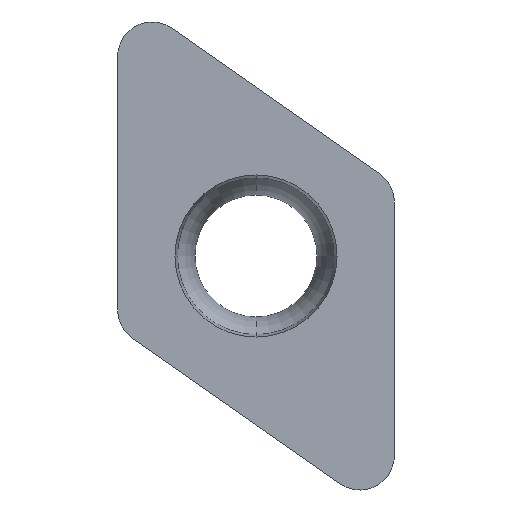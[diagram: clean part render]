
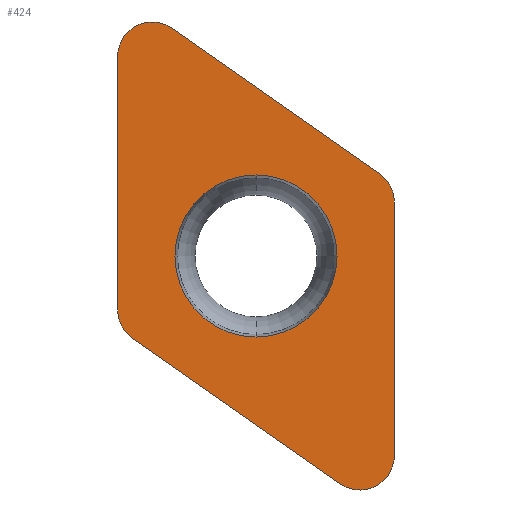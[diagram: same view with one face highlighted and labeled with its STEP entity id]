
A CAD part, left-side view. The second image highlights one B-rep face of the part: STEP entity #424.
In plain terms, the highlighted planar face has unit normal (-1, 0, 0).
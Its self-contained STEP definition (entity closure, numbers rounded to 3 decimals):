
#50=CARTESIAN_POINT('',(0.,1.249,0.875));
#51=CARTESIAN_POINT('',(0.,1.145,0.802));
#52=CARTESIAN_POINT('',(0.,0.982,0.742));
#53=CARTESIAN_POINT('',(0.,0.701,0.71));
#54=CARTESIAN_POINT('',(0.,0.413,0.793));
#55=CARTESIAN_POINT('',(0.,0.18,0.981));
#56=CARTESIAN_POINT('',(0.,0.045,1.23));
#57=CARTESIAN_POINT('',(0.,0.,1.398));
#58=CARTESIAN_POINT('',(0.,0.,1.525));
#64=DIRECTION('',(0.,0.819,0.574));
#65=VECTOR('',#64,5.813);
#66=CARTESIAN_POINT('',(0.,1.249,0.875));
#67=LINE('',#66,#65);
#71=CARTESIAN_POINT('',(0.,6.35,4.86));
#72=CARTESIAN_POINT('',(0.,6.35,4.722));
#73=CARTESIAN_POINT('',(0.,6.284,4.481));
#74=CARTESIAN_POINT('',(0.,6.124,4.288));
#75=CARTESIAN_POINT('',(0.,6.011,4.209));
#80=DIRECTION('',(0.,0.,1.));
#81=VECTOR('',#80,5.813);
#82=CARTESIAN_POINT('',(0.,6.35,4.86));
#83=LINE('',#82,#81);
#87=CARTESIAN_POINT('',(0.,5.101,11.323));
#88=CARTESIAN_POINT('',(0.,5.205,11.396));
#89=CARTESIAN_POINT('',(0.,5.368,11.456));
#90=CARTESIAN_POINT('',(0.,5.649,11.488));
#91=CARTESIAN_POINT('',(0.,5.937,11.405));
#92=CARTESIAN_POINT('',(0.,6.17,11.217));
#93=CARTESIAN_POINT('',(0.,6.305,10.969));
#94=CARTESIAN_POINT('',(0.,6.35,10.8));
#95=CARTESIAN_POINT('',(0.,6.35,10.673));
#100=DIRECTION('',(0.,-0.819,-0.574));
#101=VECTOR('',#100,5.813);
#102=CARTESIAN_POINT('',(0.,5.101,11.323));
#103=LINE('',#102,#101);
#107=CARTESIAN_POINT('',(0.,0.,7.339));
#108=CARTESIAN_POINT('',(0.,0.,7.476));
#109=CARTESIAN_POINT('',(0.,0.066,7.717));
#110=CARTESIAN_POINT('',(0.,0.226,7.91));
#111=CARTESIAN_POINT('',(0.,0.339,7.989));
#116=DIRECTION('',(0.,0.,-1.));
#117=VECTOR('',#116,5.813);
#118=CARTESIAN_POINT('',(0.,0.,7.339));
#119=LINE('',#118,#117);
#123=CARTESIAN_POINT('',(0.,3.175,6.099));
#124=DIRECTION('',(1.,0.,0.));
#125=DIRECTION('',(0.,0.,-1.));
#126=AXIS2_PLACEMENT_3D('',#123,#124,#125);
#131=CARTESIAN_POINT('',(0.,3.175,6.099));
#132=DIRECTION('',(1.,0.,0.));
#133=DIRECTION('',(0.,0.,1.));
#134=AXIS2_PLACEMENT_3D('',#131,#132,#133);
#367=CARTESIAN_POINT('',(0.,3.175,4.239));
#368=CARTESIAN_POINT('',(0.,3.175,7.959));
#369=VERTEX_POINT('',#367);
#370=VERTEX_POINT('',#368);
#375=VERTEX_POINT('',#50);
#376=VERTEX_POINT('',#58);
#380=VERTEX_POINT('',#107);
#381=VERTEX_POINT('',#111);
#385=VERTEX_POINT('',#87);
#386=VERTEX_POINT('',#95);
#390=VERTEX_POINT('',#71);
#391=VERTEX_POINT('',#75);
#395=CARTESIAN_POINT('',(0.,0.,0.));
#396=DIRECTION('',(-1.,0.,0.));
#397=DIRECTION('',(0.,0.,1.));
#398=AXIS2_PLACEMENT_3D('',#395,#396,#397);
#399=PLANE('',#398);
#401=ORIENTED_EDGE('',*,*,#400,.F.);
#403=ORIENTED_EDGE('',*,*,#402,.T.);
#405=ORIENTED_EDGE('',*,*,#404,.F.);
#407=ORIENTED_EDGE('',*,*,#406,.T.);
#409=ORIENTED_EDGE('',*,*,#408,.F.);
#411=ORIENTED_EDGE('',*,*,#410,.T.);
#413=ORIENTED_EDGE('',*,*,#412,.F.);
#415=ORIENTED_EDGE('',*,*,#414,.T.);
#416=EDGE_LOOP('',(#401,#403,#405,#407,#409,#411,#413,#415));
#417=FACE_OUTER_BOUND('',#416,.F.);
#419=ORIENTED_EDGE('',*,*,#418,.F.);
#421=ORIENTED_EDGE('',*,*,#420,.F.);
#422=EDGE_LOOP('',(#419,#421));
#423=FACE_BOUND('',#422,.F.);
#59=B_SPLINE_CURVE_WITH_KNOTS('',3,(#50,#51,#52,#53,#54,#55,#56,#57,#58),
.UNSPECIFIED.,.F.,.F.,(4,1,1,1,1,1,4),(0.,0.125,0.25,0.5,0.75,0.875,
1.),.UNSPECIFIED.);
#76=B_SPLINE_CURVE_WITH_KNOTS('',3,(#71,#72,#73,#74,#75),.UNSPECIFIED.,.F.,.F.,(
4,1,4),(0.,0.5,1.),.UNSPECIFIED.);
#96=B_SPLINE_CURVE_WITH_KNOTS('',3,(#87,#88,#89,#90,#91,#92,#93,#94,#95),
.UNSPECIFIED.,.F.,.F.,(4,1,1,1,1,1,4),(0.,0.125,0.25,0.5,0.75,0.875,
1.),.UNSPECIFIED.);
#112=B_SPLINE_CURVE_WITH_KNOTS('',3,(#107,#108,#109,#110,#111),.UNSPECIFIED.,
.F.,.F.,(4,1,4),(0.,0.5,1.),.UNSPECIFIED.);
#127=CIRCLE('',#126,1.86);
#135=CIRCLE('',#134,1.86);
#400=EDGE_CURVE('',#375,#376,#59,.T.);
#402=EDGE_CURVE('',#375,#391,#67,.T.);
#404=EDGE_CURVE('',#390,#391,#76,.T.);
#406=EDGE_CURVE('',#390,#386,#83,.T.);
#408=EDGE_CURVE('',#385,#386,#96,.T.);
#410=EDGE_CURVE('',#385,#381,#103,.T.);
#412=EDGE_CURVE('',#380,#381,#112,.T.);
#414=EDGE_CURVE('',#380,#376,#119,.T.);
#418=EDGE_CURVE('',#369,#370,#127,.T.);
#420=EDGE_CURVE('',#370,#369,#135,.T.);
#424=ADVANCED_FACE('',(#417,#423),#399,.T.);
